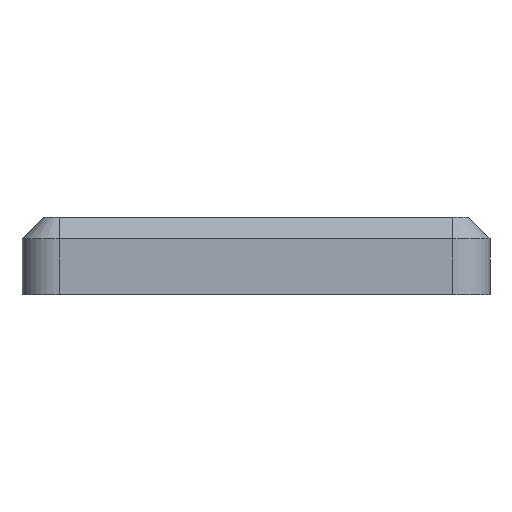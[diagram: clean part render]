
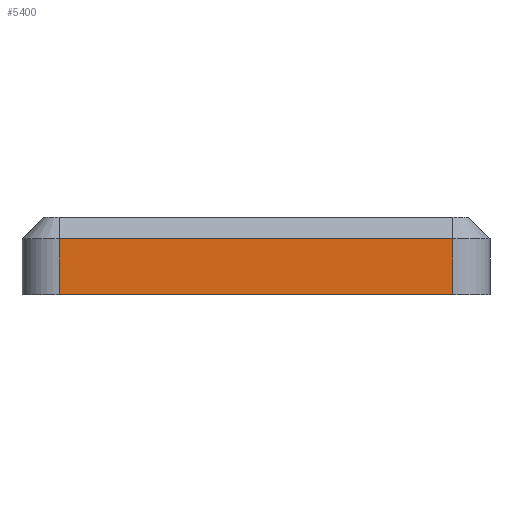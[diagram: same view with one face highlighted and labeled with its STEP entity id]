
A CAD part, left-side view. The second image highlights one B-rep face of the part: STEP entity #5400.
In plain terms, the highlighted planar face has unit normal (-1, 0, 0).
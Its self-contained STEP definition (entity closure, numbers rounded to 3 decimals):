
#775=FACE_OUTER_BOUND('',#1113,.T.);
#1113=EDGE_LOOP('',(#4797,#4798,#4799,#4800));
#1187=LINE('',#6812,#1668);
#1576=LINE('',#9652,#2057);
#1577=LINE('',#9656,#2058);
#1578=LINE('',#9658,#2059);
#1668=VECTOR('',#5798,10.);
#2057=VECTOR('',#6557,10.);
#2058=VECTOR('',#6564,10.);
#2059=VECTOR('',#6567,10.);
#2144=VERTEX_POINT('',#6809);
#2145=VERTEX_POINT('',#6811);
#2594=VERTEX_POINT('',#9646);
#2595=VERTEX_POINT('',#9650);
#2674=EDGE_CURVE('',#2144,#2145,#1187,.T.);
#3343=EDGE_CURVE('',#2595,#2594,#1576,.T.);
#3345=EDGE_CURVE('',#2594,#2144,#1577,.T.);
#3346=EDGE_CURVE('',#2145,#2595,#1578,.T.);
#4797=ORIENTED_EDGE('',*,*,#3343,.F.);
#4798=ORIENTED_EDGE('',*,*,#3346,.F.);
#4799=ORIENTED_EDGE('',*,*,#2674,.F.);
#4800=ORIENTED_EDGE('',*,*,#3345,.F.);
#5115=PLANE('',#5669);
#5400=ADVANCED_FACE('',(#775),#5115,.T.);
#5669=AXIS2_PLACEMENT_3D('',#9657,#6565,#6566);
#5798=DIRECTION('',(0.,1.,0.));
#6557=DIRECTION('',(0.,-1.,0.));
#6564=DIRECTION('',(0.,0.,-1.));
#6565=DIRECTION('center_axis',(-1.,0.,0.));
#6566=DIRECTION('ref_axis',(0.,-1.,0.));
#6567=DIRECTION('',(0.,0.,1.));
#6809=CARTESIAN_POINT('',(-111.5,-74.,-15.));
#6811=CARTESIAN_POINT('',(-111.5,74.,-15.));
#6812=CARTESIAN_POINT('',(-111.5,-74.,-15.));
#9646=CARTESIAN_POINT('',(-111.5,-74.,6.02));
#9650=CARTESIAN_POINT('',(-111.5,74.,6.02));
#9652=CARTESIAN_POINT('',(-111.5,37.,6.02));
#9656=CARTESIAN_POINT('',(-111.5,-74.,0.));
#9657=CARTESIAN_POINT('Origin',(-111.5,74.,0.));
#9658=CARTESIAN_POINT('',(-111.5,74.,0.));
